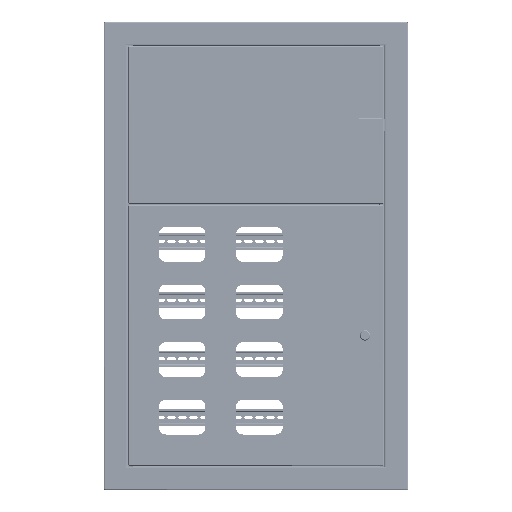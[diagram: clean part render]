
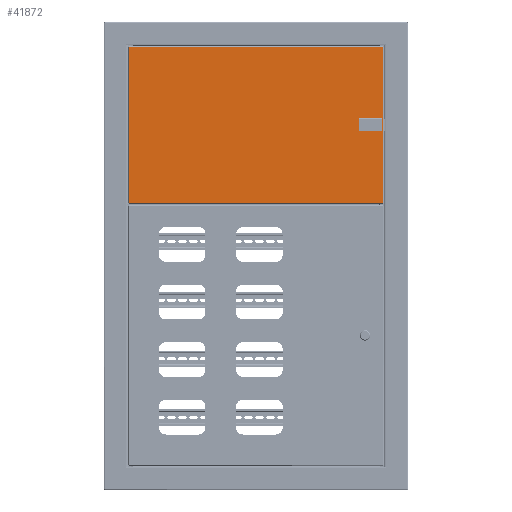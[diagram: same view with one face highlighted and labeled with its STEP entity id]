
A CAD part, top view. The second image highlights one B-rep face of the part: STEP entity #41872.
In plain terms, the highlighted planar face has unit normal (0, 0, 1).
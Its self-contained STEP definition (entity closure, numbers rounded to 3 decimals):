
#403 = FACE_BOUND ( 'NONE', #45478, .T. ) ;
#1042 = VECTOR ( 'NONE', #50367, 1000. ) ;
#1792 = CARTESIAN_POINT ( 'NONE',  ( 334.993, 544., 0. ) ) ;
#1906 = ORIENTED_EDGE ( 'NONE', *, *, #33923, .F. ) ;
#2306 = CARTESIAN_POINT ( 'NONE',  ( 155.2, 48.5, 0. ) ) ;
#3810 = CARTESIAN_POINT ( 'NONE',  ( 181.2, 10., 0. ) ) ;
#4939 = LINE ( 'NONE', #5862, #53880 ) ;
#5531 = VECTOR ( 'NONE', #57298, 1000. ) ;
#5862 = CARTESIAN_POINT ( 'NONE',  ( 155.2, 48.5, 0. ) ) ;
#6589 = DIRECTION ( 'NONE',  ( 0., 1., 0. ) ) ;
#8039 = EDGE_CURVE ( 'NONE', #52748, #45145, #27070, .T. ) ;
#8322 = EDGE_CURVE ( 'NONE', #13682, #14257, #45674, .T. ) ;
#8433 = VECTOR ( 'NONE', #6589, 1000. ) ;
#9059 = DIRECTION ( 'NONE',  ( 0., -1., 0. ) ) ;
#10205 = DIRECTION ( 'NONE',  ( 0., -1., 0. ) ) ;
#11859 = ORIENTED_EDGE ( 'NONE', *, *, #26746, .T. ) ;
#12264 = VERTEX_POINT ( 'NONE', #28004 ) ;
#12576 = CARTESIAN_POINT ( 'NONE',  ( 181.2, 48.5, 0. ) ) ;
#13682 = VERTEX_POINT ( 'NONE', #3810 ) ;
#14257 = VERTEX_POINT ( 'NONE', #12576 ) ;
#14437 = VECTOR ( 'NONE', #60252, 1000. ) ;
#15019 = PLANE ( 'NONE',  #35866 ) ;
#16348 = CARTESIAN_POINT ( 'NONE',  ( 155.2, 10., 0. ) ) ;
#16966 = ORIENTED_EDGE ( 'NONE', *, *, #8039, .T. ) ;
#17817 = ORIENTED_EDGE ( 'NONE', *, *, #8322, .F. ) ;
#19602 = EDGE_CURVE ( 'NONE', #45145, #37862, #45923, .T. ) ;
#20329 = LINE ( 'NONE', #2306, #36192 ) ;
#20544 = LINE ( 'NONE', #58481, #8433 ) ;
#20713 = DIRECTION ( 'NONE',  ( -1., 0., 0. ) ) ;
#22870 = VECTOR ( 'NONE', #9059, 1000. ) ;
#23706 = CARTESIAN_POINT ( 'NONE',  ( 0., 545.7, 0. ) ) ;
#24008 = DIRECTION ( 'NONE',  ( -1., 0., 0. ) ) ;
#25748 = VERTEX_POINT ( 'NONE', #16348 ) ;
#26111 = CARTESIAN_POINT ( 'NONE',  ( 1.7, 1.7, 0. ) ) ;
#26321 = EDGE_CURVE ( 'NONE', #25748, #13682, #38650, .T. ) ;
#26722 = CARTESIAN_POINT ( 'NONE',  ( 334.7, 544., 0. ) ) ;
#26746 = EDGE_CURVE ( 'NONE', #60307, #52748, #49020, .T. ) ;
#27070 = LINE ( 'NONE', #32696, #22870 ) ;
#28004 = CARTESIAN_POINT ( 'NONE',  ( 155.2, 48.5, 0. ) ) ;
#29966 = DIRECTION ( 'NONE',  ( -1., 0., 0. ) ) ;
#30220 = ORIENTED_EDGE ( 'NONE', *, *, #46884, .F. ) ;
#31640 = CARTESIAN_POINT ( 'NONE',  ( 1.7, 1.7, 0. ) ) ;
#32696 = CARTESIAN_POINT ( 'NONE',  ( 1.7, 544.293, 0. ) ) ;
#33923 = EDGE_CURVE ( 'NONE', #12264, #25748, #4939, .T. ) ;
#35205 = CARTESIAN_POINT ( 'NONE',  ( 334.7, 1.7, 0. ) ) ;
#35559 = CARTESIAN_POINT ( 'NONE',  ( 1.7, 544., 0. ) ) ;
#35866 = AXIS2_PLACEMENT_3D ( 'NONE', #23706, #52335, #24008 ) ;
#36192 = VECTOR ( 'NONE', #29966, 1000. ) ;
#37862 = VERTEX_POINT ( 'NONE', #35205 ) ;
#38650 = LINE ( 'NONE', #48287, #5531 ) ;
#40833 = ORIENTED_EDGE ( 'NONE', *, *, #26321, .F. ) ;
#41872 = ADVANCED_FACE ( 'NONE', ( #403, #51719 ), #15019, .F. ) ;
#45145 = VERTEX_POINT ( 'NONE', #26111 ) ;
#45478 = EDGE_LOOP ( 'NONE', ( #40833, #1906, #30220, #17817 ) ) ;
#45674 = LINE ( 'NONE', #45970, #1042 ) ;
#45923 = LINE ( 'NONE', #31640, #14437 ) ;
#45970 = CARTESIAN_POINT ( 'NONE',  ( 181.2, 48.5, 0. ) ) ;
#46224 = VECTOR ( 'NONE', #20713, 1000. ) ;
#46884 = EDGE_CURVE ( 'NONE', #14257, #12264, #20329, .T. ) ;
#47191 = ORIENTED_EDGE ( 'NONE', *, *, #53169, .T. ) ;
#47819 = EDGE_LOOP ( 'NONE', ( #60020, #47191, #11859, #16966 ) ) ;
#48287 = CARTESIAN_POINT ( 'NONE',  ( 155.2, 10., 0. ) ) ;
#49020 = LINE ( 'NONE', #1792, #46224 ) ;
#50367 = DIRECTION ( 'NONE',  ( 0., 1., 0. ) ) ;
#51719 = FACE_OUTER_BOUND ( 'NONE', #47819, .T. ) ;
#52335 = DIRECTION ( 'NONE',  ( 0., 0., -1. ) ) ;
#52748 = VERTEX_POINT ( 'NONE', #35559 ) ;
#53169 = EDGE_CURVE ( 'NONE', #37862, #60307, #20544, .T. ) ;
#53880 = VECTOR ( 'NONE', #10205, 1000. ) ;
#57298 = DIRECTION ( 'NONE',  ( 1., 0., 0. ) ) ;
#58481 = CARTESIAN_POINT ( 'NONE',  ( 334.7, 0., 0. ) ) ;
#60020 = ORIENTED_EDGE ( 'NONE', *, *, #19602, .T. ) ;
#60252 = DIRECTION ( 'NONE',  ( 1., 0., 0. ) ) ;
#60307 = VERTEX_POINT ( 'NONE', #26722 ) ;
